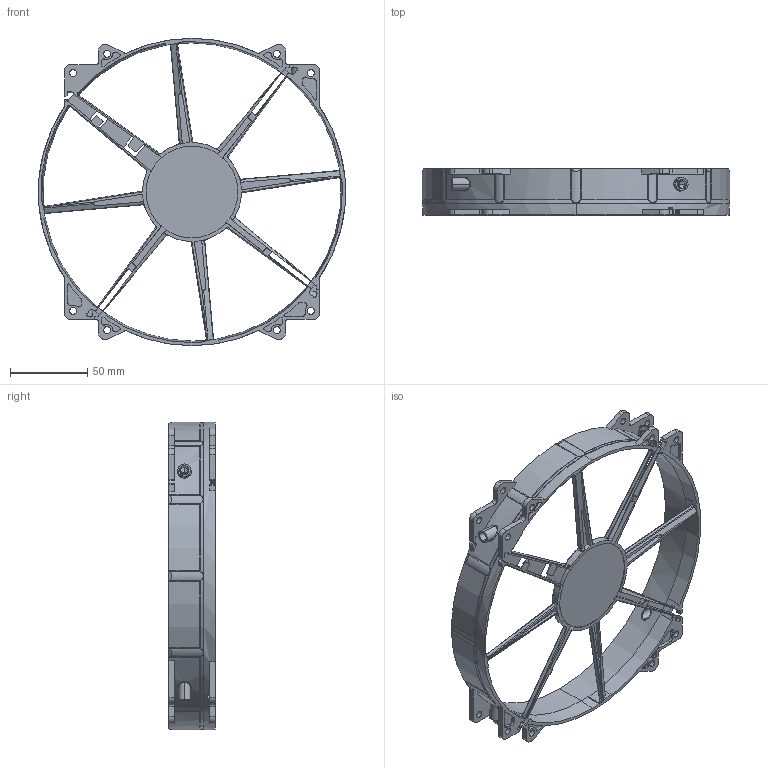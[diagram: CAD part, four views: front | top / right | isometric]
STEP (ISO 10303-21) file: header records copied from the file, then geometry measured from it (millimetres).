
FILE_DESCRIPTION (( 'STEP AP214' ), '1' );
FILE_NAME ('Mega Flow 200 Frame.STEP', '2014-10-26T20:17:15', ( '' ), ( '' ), 'SwSTEP 2.0', 'SolidWorks 2014', '' );
FILE_SCHEMA (( 'AUTOMOTIVE_DESIGN' ));
Length unit declared in the file: millimetre
Products named in the file (1): Mega Flow 200 Frame
Bounding box: 199 x 30.01 x 199 mm (x, y, z)
Volume: 77077.2 mm3; surface area: 70318.2 mm2
Topology: 1 solids, 1 shells, 1007 faces, 2749 edges, 1724 vertices
Faces by surface type: cylinder 445, plane 240, bspline 208, torus 59, cone 31, sphere 24
Entity records: 42242 total; most frequent: CARTESIAN_POINT 18075, ORIENTED_EDGE 5466, DIRECTION 4685, EDGE_CURVE 2733, AXIS2_PLACEMENT_3D 1822, VERTEX_POINT 1724, EDGE_LOOP 1069, LINE 1041
